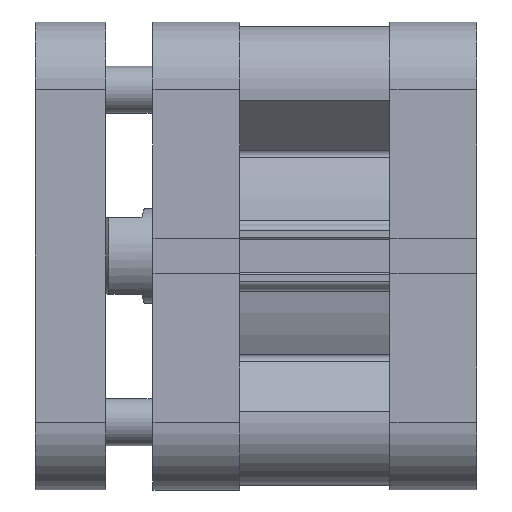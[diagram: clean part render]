
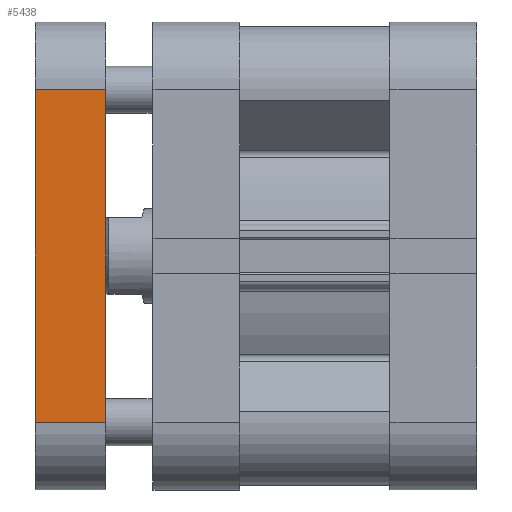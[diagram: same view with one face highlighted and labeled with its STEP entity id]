
A CAD part, front view. The second image highlights one B-rep face of the part: STEP entity #5438.
In plain terms, the highlighted planar face has unit normal (0, -1, 0).
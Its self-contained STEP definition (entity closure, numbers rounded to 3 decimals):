
#238 = EDGE_CURVE ( 'NONE', #9692, #1914, #5081, .T. ) ;
#258 = EDGE_CURVE ( 'NONE', #1985, #9686, #5122, .T. ) ;
#401 = CARTESIAN_POINT ( 'NONE',  ( -27.821, -39.75, 0. ) ) ;
#475 = DIRECTION ( 'NONE',  ( 0., 0., -1. ) ) ;
#962 = ORIENTED_EDGE ( 'NONE', *, *, #258, .T. ) ;
#963 = ORIENTED_EDGE ( 'NONE', *, *, #1583, .T. ) ;
#964 = ORIENTED_EDGE ( 'NONE', *, *, #238, .T. ) ;
#965 = ORIENTED_EDGE ( 'NONE', *, *, #1547, .T. ) ;
#1547 = EDGE_CURVE ( 'NONE', #9686, #9692, #8644, .T. ) ;
#1583 = EDGE_CURVE ( 'NONE', #1914, #1985, #8705, .T. ) ;
#1914 = VERTEX_POINT ( 'NONE', #5490 ) ;
#1985 = VERTEX_POINT ( 'NONE', #5526 ) ;
#2712 = CARTESIAN_POINT ( 'NONE',  ( -15.821, -39.75, 0. ) ) ;
#2728 = DIRECTION ( 'NONE',  ( 0., 0., 1. ) ) ;
#3702 = AXIS2_PLACEMENT_3D ( 'NONE', #7663, #7706, #7707 ) ;
#4554 = EDGE_LOOP ( 'NONE', ( #965, #964, #963, #962 ) ) ;
#5079 = VECTOR ( 'NONE', #10180, 1000. ) ;
#5081 = LINE ( 'NONE', #10019, #5079 ) ;
#5122 = LINE ( 'NONE', #10074, #5123 ) ;
#5123 = VECTOR ( 'NONE', #10255, 1000. ) ;
#5438 = ADVANCED_FACE ( 'NONE', ( #8391 ), #7686, .F. ) ;
#5490 = CARTESIAN_POINT ( 'NONE',  ( -27.821, -39.75, 28.25 ) ) ;
#5526 = CARTESIAN_POINT ( 'NONE',  ( -27.821, -39.75, -28.25 ) ) ;
#7663 = CARTESIAN_POINT ( 'NONE',  ( 40.394, -39.75, 0. ) ) ;
#7686 = PLANE ( 'NONE',  #3702 ) ;
#7706 = DIRECTION ( 'NONE',  ( 0., 1., 0. ) ) ;
#7707 = DIRECTION ( 'NONE',  ( 0., 0., 1. ) ) ;
#7987 = CARTESIAN_POINT ( 'NONE',  ( -15.821, -39.75, -28.25 ) ) ;
#7993 = CARTESIAN_POINT ( 'NONE',  ( -15.821, -39.75, 28.25 ) ) ;
#8391 = FACE_OUTER_BOUND ( 'NONE', #4554, .T. ) ;
#8644 = LINE ( 'NONE', #2712, #8645 ) ;
#8645 = VECTOR ( 'NONE', #2728, 1000. ) ;
#8705 = LINE ( 'NONE', #401, #8706 ) ;
#8706 = VECTOR ( 'NONE', #475, 1000. ) ;
#9686 = VERTEX_POINT ( 'NONE', #7987 ) ;
#9692 = VERTEX_POINT ( 'NONE', #7993 ) ;
#10019 = CARTESIAN_POINT ( 'NONE',  ( 40.394, -39.75, 28.25 ) ) ;
#10074 = CARTESIAN_POINT ( 'NONE',  ( -15.821, -39.75, -28.25 ) ) ;
#10180 = DIRECTION ( 'NONE',  ( -1., 0., 0. ) ) ;
#10255 = DIRECTION ( 'NONE',  ( 1., 0., 0. ) ) ;
